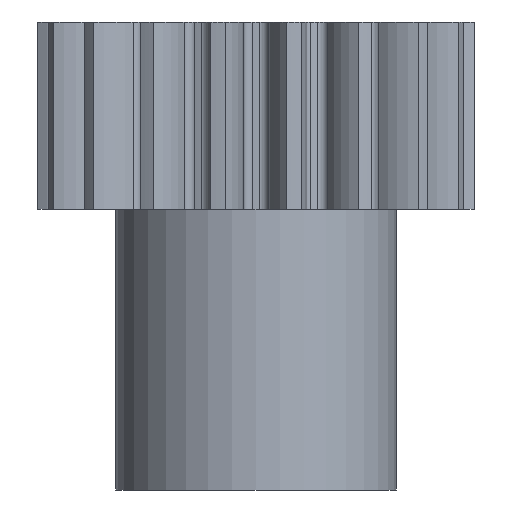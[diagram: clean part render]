
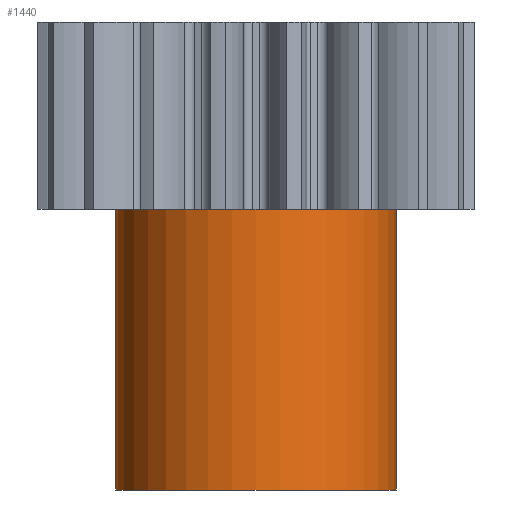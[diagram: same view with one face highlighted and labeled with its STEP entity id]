
A CAD part, front view. The second image highlights one B-rep face of the part: STEP entity #1440.
In plain terms, the highlighted cylindrical face has radius 4.5 mm (diameter 9 mm), a partial arc.
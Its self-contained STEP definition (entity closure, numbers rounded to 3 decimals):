
#179 = EDGE_CURVE ( 'NONE', #1750, #1610, #4350, .T. ) ;
#1401 = ORIENTED_EDGE ( 'NONE', *, *, #1411, .T. ) ;
#1411 = EDGE_CURVE ( 'NONE', #1749, #1777, #4032, .T. ) ;
#1424 = ORIENTED_EDGE ( 'NONE', *, *, #1752, .F. ) ;
#1440 = ADVANCED_FACE ( 'NONE', ( #3964 ), #4017, .T. ) ;
#1441 = ORIENTED_EDGE ( 'NONE', *, *, #1611, .T. ) ;
#1451 = ORIENTED_EDGE ( 'NONE', *, *, #179, .F. ) ;
#1453 = EDGE_LOOP ( 'NONE', ( #1424, #1401, #1441, #1451 ) ) ;
#1610 = VERTEX_POINT ( 'NONE', #3961 ) ;
#1611 = EDGE_CURVE ( 'NONE', #1777, #1610, #3910, .T. ) ;
#1749 = VERTEX_POINT ( 'NONE', #4133 ) ;
#1750 = VERTEX_POINT ( 'NONE', #4190 ) ;
#1752 = EDGE_CURVE ( 'NONE', #1749, #1750, #4187, .T. ) ;
#1777 = VERTEX_POINT ( 'NONE', #4222 ) ;
#3901 = DIRECTION ( 'NONE',  ( 0., 0., 1. ) ) ;
#3902 = VECTOR ( 'NONE', #3901, 1000. ) ;
#3903 = CARTESIAN_POINT ( 'NONE',  ( 4.5, 0., -9. ) ) ;
#3910 = LINE ( 'NONE', #3903, #3902 ) ;
#3961 = CARTESIAN_POINT ( 'NONE',  ( 4.5, 0., 0. ) ) ;
#3963 = CARTESIAN_POINT ( 'NONE',  ( 0., 0., -9. ) ) ;
#3964 = FACE_OUTER_BOUND ( 'NONE', #1453, .T. ) ;
#3965 = DIRECTION ( 'NONE',  ( 1., 0., 0. ) ) ;
#3966 = DIRECTION ( 'NONE',  ( 0., 0., 1. ) ) ;
#3969 = AXIS2_PLACEMENT_3D ( 'NONE', #3963, #3966, #3965 ) ;
#4017 = CYLINDRICAL_SURFACE ( 'NONE', #3969, 4.5 ) ;
#4028 = DIRECTION ( 'NONE',  ( 1., 0., 0. ) ) ;
#4029 = DIRECTION ( 'NONE',  ( 0., 0., 1. ) ) ;
#4030 = CARTESIAN_POINT ( 'NONE',  ( 0., 0., -9. ) ) ;
#4031 = AXIS2_PLACEMENT_3D ( 'NONE', #4030, #4029, #4028 ) ;
#4032 = CIRCLE ( 'NONE', #4031, 4.5 ) ;
#4133 = CARTESIAN_POINT ( 'NONE',  ( -4.5, 0., -9. ) ) ;
#4184 = DIRECTION ( 'NONE',  ( 0., 0., 1. ) ) ;
#4185 = VECTOR ( 'NONE', #4184, 1000. ) ;
#4186 = CARTESIAN_POINT ( 'NONE',  ( -4.5, 0., -9. ) ) ;
#4187 = LINE ( 'NONE', #4186, #4185 ) ;
#4190 = CARTESIAN_POINT ( 'NONE',  ( -4.5, 0., 0. ) ) ;
#4222 = CARTESIAN_POINT ( 'NONE',  ( 4.5, 0., -9. ) ) ;
#4348 = CARTESIAN_POINT ( 'NONE',  ( 0., 0., 0. ) ) ;
#4349 = AXIS2_PLACEMENT_3D ( 'NONE', #4348, #4387, #4386 ) ;
#4350 = CIRCLE ( 'NONE', #4349, 4.5 ) ;
#4386 = DIRECTION ( 'NONE',  ( 1., 0., 0. ) ) ;
#4387 = DIRECTION ( 'NONE',  ( 0., 0., 1. ) ) ;
